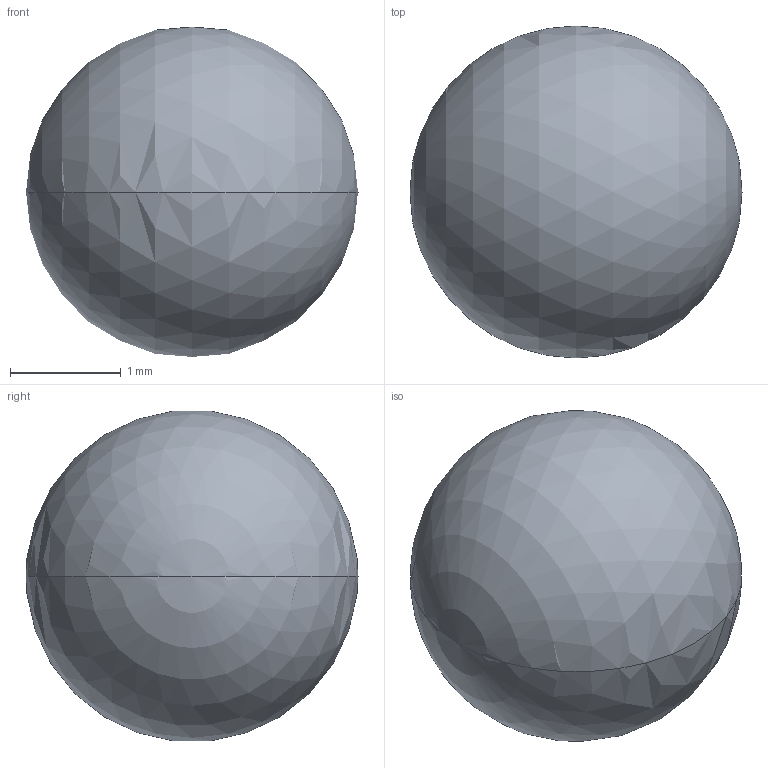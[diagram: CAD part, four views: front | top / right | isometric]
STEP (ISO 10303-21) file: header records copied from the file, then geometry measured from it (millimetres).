
FILE_DESCRIPTION((''),'2;1');
FILE_NAME('01-51327_ROLLER','2016-01-30T',('kox'),(''),'CREO PARAMETRIC BY PTC INC, 2015380','CREO PARAMETRIC BY PTC INC, 2015380','');
FILE_SCHEMA(('CONFIG_CONTROL_DESIGN'));
Length unit declared in the file: millimetre
Products named in the file (1): 01-51327_ROLLER
Bounding box: 3 x 3 x 2.98 mm (x, y, z)
Volume: 14.1 mm3; surface area: 28.3 mm2
Topology: 1 solids, 1 shells, 2 faces, 6 edges, 2 vertices
Faces by surface type: sphere 2
Entity records: 82 total; most frequent: DIRECTION 8, CARTESIAN_POINT 6, AXIS2_PLACEMENT_3D 4, ORIENTED_EDGE 4, PERSON_AND_ORGANIZATION_ROLE 4, CC_DESIGN_PERSON_AND_ORGANIZATION_ASSIGNMENT 4, VERTEX_POINT 2, SPHERICAL_SURFACE 2
